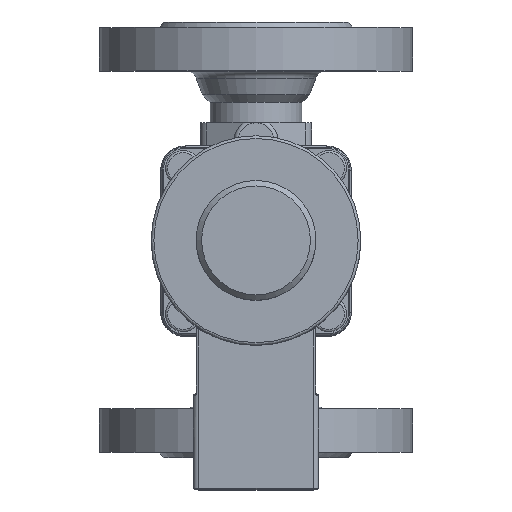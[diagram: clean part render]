
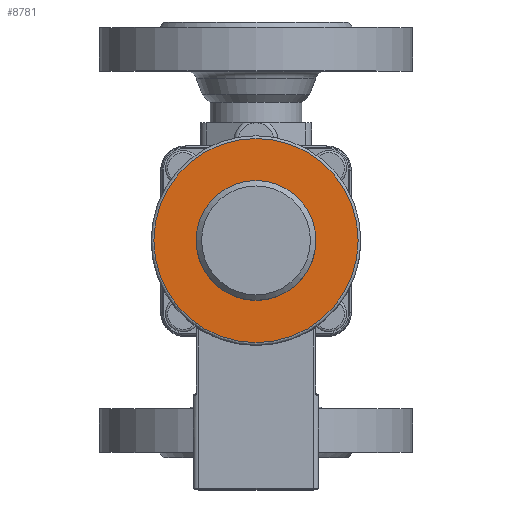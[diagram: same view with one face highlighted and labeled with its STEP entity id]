
A CAD part, top view. The second image highlights one B-rep face of the part: STEP entity #8781.
In plain terms, the highlighted planar face has unit normal (0, 0, 1).
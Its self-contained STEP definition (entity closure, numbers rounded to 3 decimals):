
#2072=PLANE('',#9414);
#2213=FACE_BOUND('',#2988,.T.);
#2452=FACE_OUTER_BOUND('',#2987,.T.);
#2987=EDGE_LOOP('',(#6744));
#2988=EDGE_LOOP('',(#6745));
#3523=CIRCLE('',#9415,37.5);
#3524=CIRCLE('',#9416,22.);
#4081=VERTEX_POINT('',#14544);
#4082=VERTEX_POINT('',#14546);
#5059=EDGE_CURVE('',#4081,#4081,#3523,.T.);
#5060=EDGE_CURVE('',#4082,#4082,#3524,.T.);
#6744=ORIENTED_EDGE('',*,*,#5059,.F.);
#6745=ORIENTED_EDGE('',*,*,#5060,.T.);
#8781=ADVANCED_FACE('',(#2452,#2213),#2072,.T.);
#9414=AXIS2_PLACEMENT_3D('',#14543,#10760,#10761);
#9415=AXIS2_PLACEMENT_3D('',#14545,#10762,#10763);
#9416=AXIS2_PLACEMENT_3D('',#14547,#10764,#10765);
#10760=DIRECTION('center_axis',(0.,0.,
1.));
#10761=DIRECTION('ref_axis',(0.,-1.,0.));
#10762=DIRECTION('center_axis',(0.,0.,
-1.));
#10763=DIRECTION('ref_axis',(1.,0.,0.));
#10764=DIRECTION('center_axis',(0.,0.,
-1.));
#10765=DIRECTION('ref_axis',(0.,1.,0.));
#14543=CARTESIAN_POINT('Origin',(-28.5,0.,
163.8));
#14544=CARTESIAN_POINT('',(-37.5,0.,163.8));
#14545=CARTESIAN_POINT('Origin',(0.,0.,
163.8));
#14546=CARTESIAN_POINT('',(0.,22.,163.8));
#14547=CARTESIAN_POINT('Origin',(0.,0.,
163.8));
